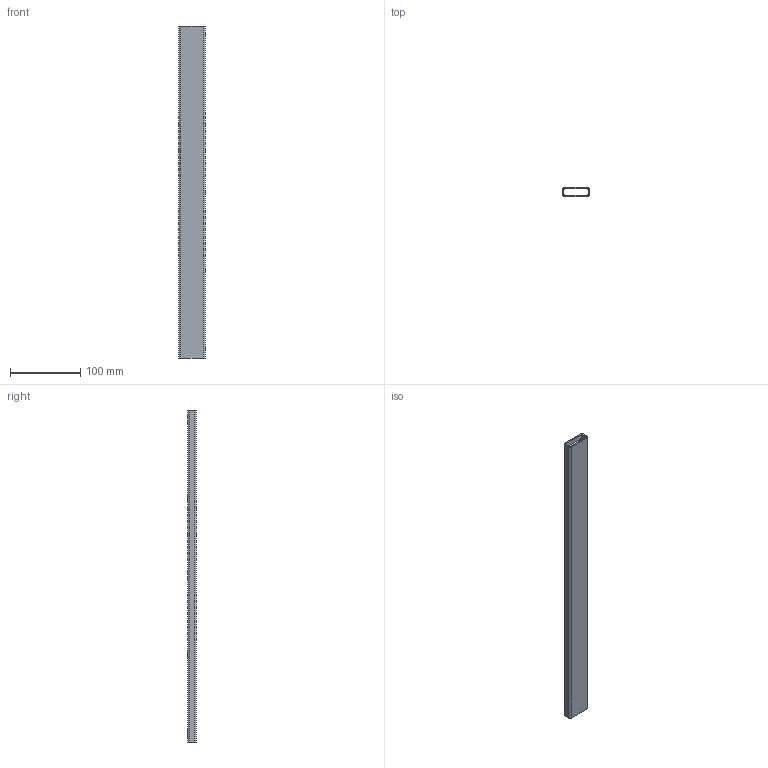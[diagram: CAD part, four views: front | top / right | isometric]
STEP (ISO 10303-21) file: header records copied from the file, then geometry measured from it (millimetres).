
FILE_DESCRIPTION(('FreeCAD Model'),'2;1');
FILE_NAME('inner_v.STEP','2017-12-13T12:24:30',('FreeCAD'),('FreeCAD'), 'Open CASCADE STEP processor 6.8','FreeCAD','Unknown');
FILE_SCHEMA(('AUTOMOTIVE_DESIGN_CC2 { 1 2 10303 214 -1 1 5 4 }'));
Length unit declared in the file: millimetre
Products named in the file (1): Open CASCADE STEP translator 6.8 3
Bounding box: 38.1 x 12.7 x 474.2 mm (x, y, z)
Volume: 68857.9 mm3; surface area: 84464.6 mm2
Topology: 1 solids, 1 shells, 43 faces, 123 edges, 82 vertices
Faces by surface type: plane 30, cylinder 13
Full cylindrical faces by diameter (mm): 3.797 x5
Entity records: 3052 total; most frequent: CARTESIAN_POINT 643, DIRECTION 415, LINE 265, VECTOR 265, ORIENTED_EDGE 246, PCURVE 246, DEFINITIONAL_REPRESENTATION 246, EDGE_CURVE 123
